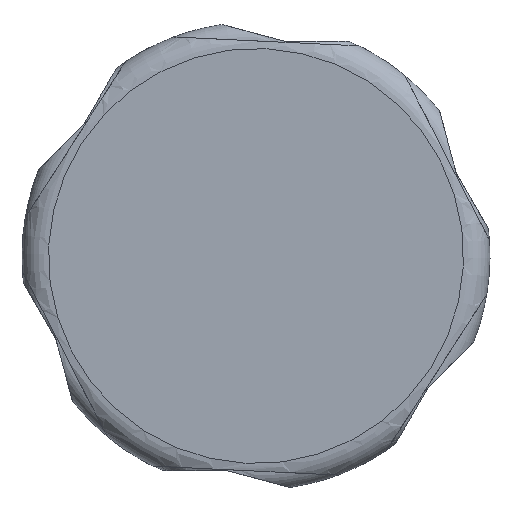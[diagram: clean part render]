
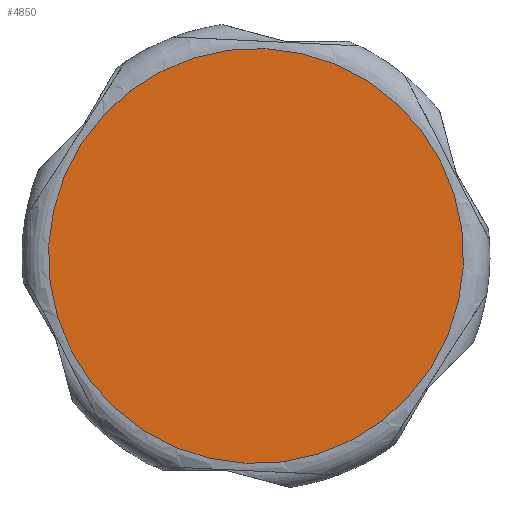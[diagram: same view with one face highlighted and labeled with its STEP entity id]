
A CAD part, left-side view. The second image highlights one B-rep face of the part: STEP entity #4850.
In plain terms, the highlighted planar face has unit normal (-1, 0, 0).
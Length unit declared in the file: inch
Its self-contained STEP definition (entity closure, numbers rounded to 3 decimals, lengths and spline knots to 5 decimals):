
#1041=FACE_OUTER_BOUND('',#1302,.T.);
#1302=EDGE_LOOP('',(#3449,#3450));
#1648=CIRCLE('',#5277,1.23622);
#1649=CIRCLE('',#5278,1.23622);
#1918=VERTEX_POINT('',#7733);
#1919=VERTEX_POINT('',#7734);
#2473=EDGE_CURVE('',#1918,#1919,#1648,.T.);
#2474=EDGE_CURVE('',#1919,#1918,#1649,.T.);
#3449=ORIENTED_EDGE('',*,*,#2473,.T.);
#3450=ORIENTED_EDGE('',*,*,#2474,.T.);
#4434=PLANE('',#5299);
#4850=ADVANCED_FACE('',(#1041),#4434,.T.);
#5277=AXIS2_PLACEMENT_3D('',#7735,#5991,#5992);
#5278=AXIS2_PLACEMENT_3D('',#7736,#5993,#5994);
#5299=AXIS2_PLACEMENT_3D('',#7757,#6035,#6036);
#5991=DIRECTION('center_axis',(-1.,0.,0.));
#5992=DIRECTION('ref_axis',(0.,-0.048,0.999));
#5993=DIRECTION('center_axis',(-1.,0.,0.));
#5994=DIRECTION('ref_axis',(0.,-0.048,0.999));
#6035=DIRECTION('center_axis',(-1.,0.,0.));
#6036=DIRECTION('ref_axis',(0.,-0.048,0.999));
#7733=CARTESIAN_POINT('',(-2.54237,1.23479,0.05946));
#7734=CARTESIAN_POINT('',(-2.54237,0.05946,-1.23479));
#7735=CARTESIAN_POINT('Origin',(-2.54237,0.,0.));
#7736=CARTESIAN_POINT('Origin',(-2.54237,0.,0.));
#7757=CARTESIAN_POINT('Origin',(-2.54237,0.95559,0.04602));
